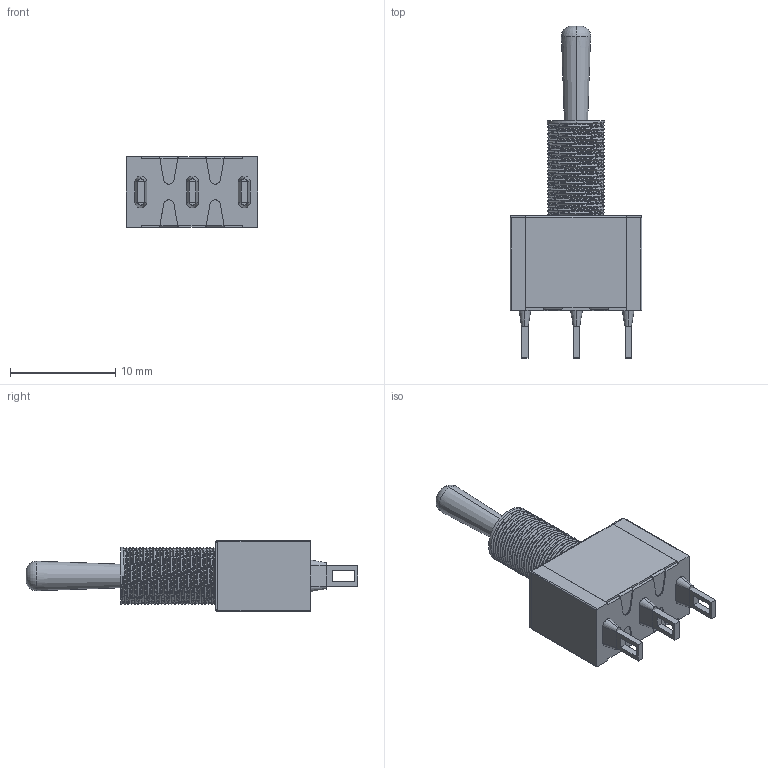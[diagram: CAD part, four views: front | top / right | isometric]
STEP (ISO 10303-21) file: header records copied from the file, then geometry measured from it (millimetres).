
FILE_DESCRIPTION (( 'STEP AP214' ), '1' );
FILE_NAME ('SPDT.stp', '2018-12-20T21:43:44', ( '' ), ( '' ), 'SwSTEP 2.0', 'SolidWorks 2018', '' );
FILE_SCHEMA (( 'AUTOMOTIVE_DESIGN' ));
Length unit declared in the file: millimetre
Products named in the file (1): SPDT
Bounding box: 12.5 x 31.5 x 6.7 mm (x, y, z)
Volume: 1000.2 mm3; surface area: 1534.4 mm2
Topology: 13 solids, 13 shells, 216 faces, 553 edges, 367 vertices
Faces by surface type: plane 113, cylinder 86, cone 11, bspline 4, torus 2
Entity records: 15358 total; most frequent: CARTESIAN_POINT 9586, ORIENTED_EDGE 1106, DIRECTION 927, EDGE_CURVE 553, VERTEX_POINT 367, LINE 339, VECTOR 339, AXIS2_PLACEMENT_3D 294
